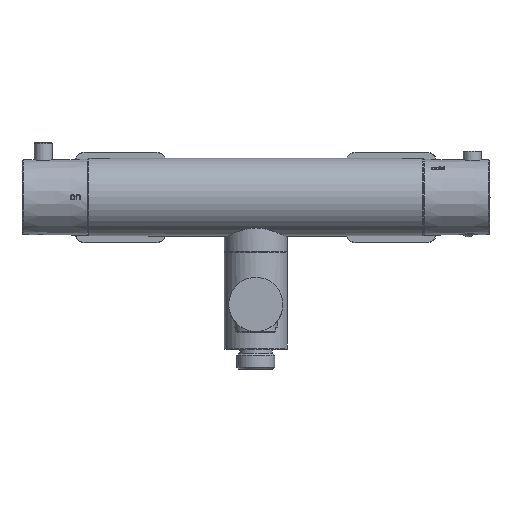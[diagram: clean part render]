
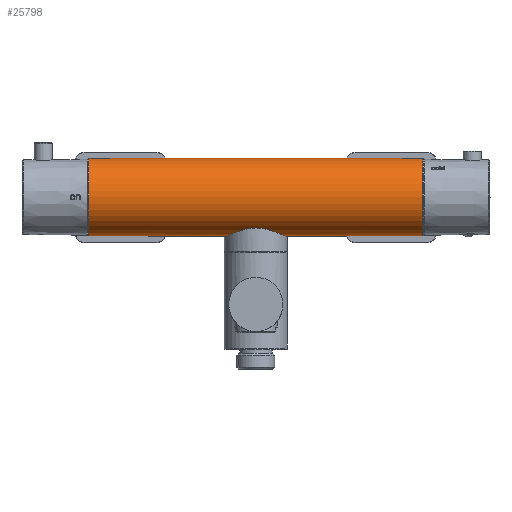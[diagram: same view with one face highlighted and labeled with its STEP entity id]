
A CAD part, top view. The second image highlights one B-rep face of the part: STEP entity #25798.
In plain terms, the highlighted cylindrical face has radius 21.5 mm (diameter 43 mm), a partial arc.
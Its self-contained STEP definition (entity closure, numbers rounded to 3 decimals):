
#706=CYLINDRICAL_SURFACE('',#27224,21.5);
#1084=LINE('',#35386,#2046);
#1085=LINE('',#35390,#2047);
#1086=LINE('',#35394,#2048);
#1087=LINE('',#35398,#2049);
#1088=LINE('',#35413,#2050);
#1089=LINE('',#35414,#2051);
#1090=LINE('',#35419,#2052);
#2046=VECTOR('',#29786,1000.);
#2047=VECTOR('',#29789,1000.);
#2048=VECTOR('',#29792,1000.);
#2049=VECTOR('',#29795,1000.);
#2050=VECTOR('',#29796,1000.);
#2051=VECTOR('',#29797,1000.);
#2052=VECTOR('',#29800,1000.);
#3002=B_SPLINE_CURVE_WITH_KNOTS('',3,(#35400,#35401,#35402,#35403,#35404,
#35405,#35406,#35407,#35408,#35409,#35410,#35411),.UNSPECIFIED.,.F.,.F.,
(4,1,1,1,1,1,1,1,1,4),(-0.015,-0.012,-0.008,
-0.004,-0.002,0.,0.004,
0.008,0.012,0.015),
 .UNSPECIFIED.);
#3933=ORIENTED_EDGE('',*,*,#9050,.F.);
#3934=ORIENTED_EDGE('',*,*,#9051,.F.);
#3935=ORIENTED_EDGE('',*,*,#9052,.F.);
#3936=ORIENTED_EDGE('',*,*,#9053,.F.);
#3937=ORIENTED_EDGE('',*,*,#9054,.T.);
#3938=ORIENTED_EDGE('',*,*,#9055,.T.);
#3939=ORIENTED_EDGE('',*,*,#9056,.T.);
#3940=ORIENTED_EDGE('',*,*,#9057,.F.);
#3941=ORIENTED_EDGE('',*,*,#9058,.F.);
#3942=ORIENTED_EDGE('',*,*,#9059,.F.);
#3943=ORIENTED_EDGE('',*,*,#9060,.T.);
#3944=ORIENTED_EDGE('',*,*,#9061,.T.);
#3945=ORIENTED_EDGE('',*,*,#9062,.T.);
#3946=ORIENTED_EDGE('',*,*,#9063,.T.);
#9050=EDGE_CURVE('',#11652,#11653,#13353,.F.);
#9051=EDGE_CURVE('',#11654,#11652,#1084,.T.);
#9052=EDGE_CURVE('',#11655,#11654,#13354,.F.);
#9053=EDGE_CURVE('',#11653,#11655,#1085,.F.);
#9054=EDGE_CURVE('',#11656,#11657,#13355,.T.);
#9055=EDGE_CURVE('',#11657,#11658,#1086,.T.);
#9056=EDGE_CURVE('',#11658,#11659,#13356,.T.);
#9057=EDGE_CURVE('',#11660,#11659,#1087,.T.);
#9058=EDGE_CURVE('',#11661,#11660,#3002,.T.);
#9059=EDGE_CURVE('',#11656,#11661,#1088,.T.);
#9060=EDGE_CURVE('',#11662,#11663,#1089,.F.);
#9061=EDGE_CURVE('',#11663,#11664,#13357,.F.);
#9062=EDGE_CURVE('',#11664,#11665,#1090,.T.);
#9063=EDGE_CURVE('',#11665,#11662,#13358,.F.);
#11652=VERTEX_POINT('',#35384);
#11653=VERTEX_POINT('',#35385);
#11654=VERTEX_POINT('',#35387);
#11655=VERTEX_POINT('',#35389);
#11656=VERTEX_POINT('',#35392);
#11657=VERTEX_POINT('',#35393);
#11658=VERTEX_POINT('',#35395);
#11659=VERTEX_POINT('',#35397);
#11660=VERTEX_POINT('',#35399);
#11661=VERTEX_POINT('',#35412);
#11662=VERTEX_POINT('',#35415);
#11663=VERTEX_POINT('',#35416);
#11664=VERTEX_POINT('',#35418);
#11665=VERTEX_POINT('',#35420);
#13353=CIRCLE('',#27225,21.5);
#13354=CIRCLE('',#27226,21.5);
#13355=CIRCLE('',#27227,21.5);
#13356=CIRCLE('',#27228,21.5);
#13357=CIRCLE('',#27229,21.5);
#13358=CIRCLE('',#27230,21.5);
#14459=EDGE_LOOP('',(#3933,#3934,#3935,#3936));
#14460=EDGE_LOOP('',(#3937,#3938,#3939,#3940,#3941,#3942));
#14461=EDGE_LOOP('',(#3943,#3944,#3945,#3946));
#16044=FACE_BOUND('',#14459,.T.);
#16045=FACE_BOUND('',#14460,.T.);
#16046=FACE_BOUND('',#14461,.T.);
#25798=ADVANCED_FACE('',(#16044,#16045,#16046),#706,.T.);
#27224=AXIS2_PLACEMENT_3D('',#35382,#29782,#29783);
#27225=AXIS2_PLACEMENT_3D('',#35383,#29784,#29785);
#27226=AXIS2_PLACEMENT_3D('',#35388,#29787,#29788);
#27227=AXIS2_PLACEMENT_3D('',#35391,#29790,#29791);
#27228=AXIS2_PLACEMENT_3D('',#35396,#29793,#29794);
#27229=AXIS2_PLACEMENT_3D('',#35417,#29798,#29799);
#27230=AXIS2_PLACEMENT_3D('',#35421,#29801,#29802);
#29782=DIRECTION('',(-1.,0.,0.));
#29783=DIRECTION('',(0.,0.,1.));
#29784=DIRECTION('',(-1.,0.,0.));
#29785=DIRECTION('',(0.,0.,1.));
#29786=DIRECTION('',(-1.,0.,0.));
#29787=DIRECTION('',(1.,0.,0.));
#29788=DIRECTION('',(0.,0.,-1.));
#29789=DIRECTION('',(-1.,0.,0.));
#29790=DIRECTION('',(-1.,0.,0.));
#29791=DIRECTION('',(0.,0.,-1.));
#29792=DIRECTION('',(-1.,0.,0.));
#29793=DIRECTION('',(1.,0.,0.));
#29794=DIRECTION('',(0.,0.,-1.));
#29795=DIRECTION('',(-1.,0.,0.));
#29796=DIRECTION('',(-1.,0.,0.));
#29797=DIRECTION('',(-1.,0.,0.));
#29798=DIRECTION('',(-1.,0.,0.));
#29799=DIRECTION('',(0.,0.,1.));
#29800=DIRECTION('',(-1.,0.,0.));
#29801=DIRECTION('',(1.,0.,0.));
#29802=DIRECTION('',(0.,0.,-1.));
#35382=CARTESIAN_POINT('',(94.5,0.,0.));
#35383=CARTESIAN_POINT('',(-89.,0.,0.));
#35384=CARTESIAN_POINT('',(-89.,21.498,-0.289));
#35385=CARTESIAN_POINT('',(-89.,21.498,0.289));
#35386=CARTESIAN_POINT('',(94.5,21.498,-0.289));
#35387=CARTESIAN_POINT('',(-81.,21.498,-0.289));
#35388=CARTESIAN_POINT('',(-81.,0.,0.));
#35389=CARTESIAN_POINT('',(-81.,21.498,0.289));
#35390=CARTESIAN_POINT('',(94.5,21.498,0.289));
#35391=CARTESIAN_POINT('',(92.5,0.,0.));
#35392=CARTESIAN_POINT('',(92.5,-21.374,-2.321));
#35393=CARTESIAN_POINT('',(92.5,21.374,-2.321));
#35394=CARTESIAN_POINT('',(94.5,21.374,-2.321));
#35395=CARTESIAN_POINT('',(-92.5,21.374,-2.321));
#35396=CARTESIAN_POINT('',(-92.5,0.,0.));
#35397=CARTESIAN_POINT('',(-92.5,-21.374,-2.321));
#35398=CARTESIAN_POINT('',(94.5,-21.374,-2.321));
#35399=CARTESIAN_POINT('',(-11.037,-21.374,-2.321));
#35400=CARTESIAN_POINT('',(11.037,-21.374,-2.321));
#35401=CARTESIAN_POINT('',(10.785,-21.513,-1.045));
#35402=CARTESIAN_POINT('',(9.841,-21.543,1.398));
#35403=CARTESIAN_POINT('',(7.277,-21.101,4.372));
#35404=CARTESIAN_POINT('',(4.435,-20.659,5.977));
#35405=CARTESIAN_POINT('',(1.954,-20.451,6.636));
#35406=CARTESIAN_POINT('',(-0.663,-20.374,6.864));
#35407=CARTESIAN_POINT('',(-3.882,-20.571,6.295));
#35408=CARTESIAN_POINT('',(-7.283,-21.103,4.365));
#35409=CARTESIAN_POINT('',(-9.843,-21.543,1.394));
#35410=CARTESIAN_POINT('',(-10.785,-21.513,-1.045));
#35411=CARTESIAN_POINT('',(-11.037,-21.374,-2.321));
#35412=CARTESIAN_POINT('',(11.037,-21.374,-2.321));
#35413=CARTESIAN_POINT('',(94.5,-21.374,-2.321));
#35414=CARTESIAN_POINT('',(94.5,21.498,-0.289));
#35415=CARTESIAN_POINT('',(81.,21.498,-0.289));
#35416=CARTESIAN_POINT('',(89.,21.498,-0.289));
#35417=CARTESIAN_POINT('',(89.,0.,0.));
#35418=CARTESIAN_POINT('',(89.,21.498,0.289));
#35419=CARTESIAN_POINT('',(94.5,21.498,0.289));
#35420=CARTESIAN_POINT('',(81.,21.498,0.289));
#35421=CARTESIAN_POINT('',(81.,0.,0.));
